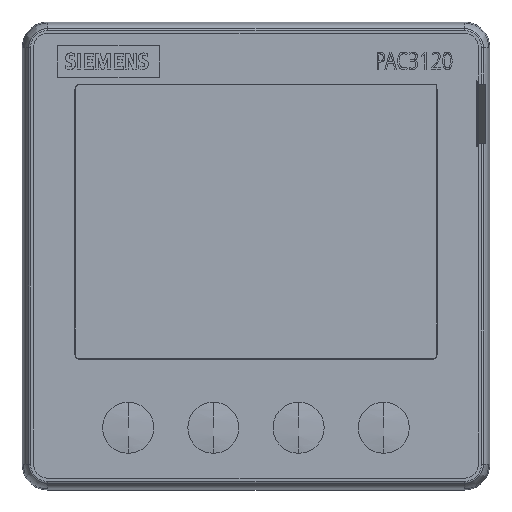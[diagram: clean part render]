
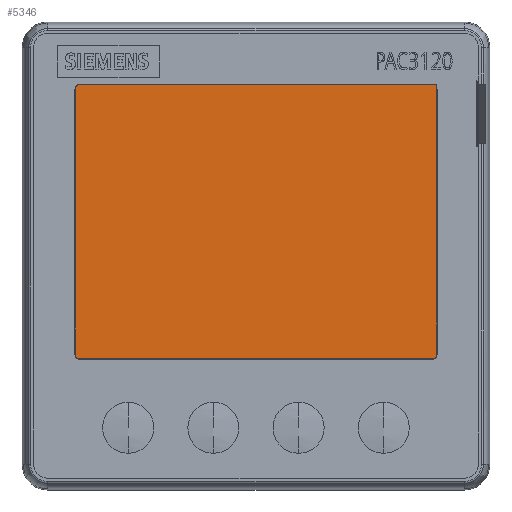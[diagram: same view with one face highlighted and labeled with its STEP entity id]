
A CAD part, top view. The second image highlights one B-rep face of the part: STEP entity #5346.
In plain terms, the highlighted planar face has unit normal (0, 0, 1).
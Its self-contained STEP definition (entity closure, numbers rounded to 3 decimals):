
#5346=ADVANCED_FACE('',(#11430),#11431,.T.);
#11430=FACE_OUTER_BOUND('',#18867,.T.);
#11431=PLANE('',#18868);
#18867=EDGE_LOOP('',(#35951,#35952,#35953,#35954,#35955,#35956,#35957));
#18868=AXIS2_PLACEMENT_3D('',#35958,#35959,#35960);
#35951=ORIENTED_EDGE('',*,*,#47268,.F.);
#35952=ORIENTED_EDGE('',*,*,#47274,.F.);
#35953=ORIENTED_EDGE('',*,*,#47277,.F.);
#35954=ORIENTED_EDGE('',*,*,#47286,.F.);
#35955=ORIENTED_EDGE('',*,*,#47289,.F.);
#35956=ORIENTED_EDGE('',*,*,#47290,.F.);
#35957=ORIENTED_EDGE('',*,*,#47281,.F.);
#35958=CARTESIAN_POINT('',(10.941,83.246,57.95));
#35959=DIRECTION('',(0.0,0.0,1.0));
#35960=DIRECTION('',(0.0,-1.0,0.0));
#47268=EDGE_CURVE('',#57632,#57633,#57634,.T.);
#47274=EDGE_CURVE('',#57640,#57632,#57642,.T.);
#47277=EDGE_CURVE('',#57645,#57640,#57646,.T.);
#47281=EDGE_CURVE('',#57633,#57651,#57652,.T.);
#47286=EDGE_CURVE('',#57657,#57645,#57659,.T.);
#47289=EDGE_CURVE('',#57662,#57657,#57663,.T.);
#47290=EDGE_CURVE('',#57651,#57662,#57664,.T.);
#57632=VERTEX_POINT('',#74889);
#57633=VERTEX_POINT('',#74890);
#57634=LINE('',#74891,#74892);
#57640=VERTEX_POINT('',#74901);
#57642=ELLIPSE('',#74904,0.8,0.8);
#57645=VERTEX_POINT('',#74907);
#57646=LINE('',#74908,#74909);
#57651=VERTEX_POINT('',#74916);
#57652=ELLIPSE('',#74917,0.8,0.8);
#57657=VERTEX_POINT('',#74923);
#57659=ELLIPSE('',#74926,0.8,0.8);
#57662=VERTEX_POINT('',#74929);
#57663=LINE('',#74930,#74931);
#57664=LINE('',#74932,#74933);
#74889=CARTESIAN_POINT('',(10.941,27.721,57.95));
#74890=CARTESIAN_POINT('',(10.941,82.446,57.95));
#74891=CARTESIAN_POINT('',(10.941,27.721,57.95));
#74892=VECTOR('',#84354,1.0);
#74901=CARTESIAN_POINT('',(11.74,26.922,57.95));
#74904=AXIS2_PLACEMENT_3D('',#84359,#84360,#84361);
#74907=CARTESIAN_POINT('',(84.385,26.922,57.95));
#74908=CARTESIAN_POINT('',(84.385,26.922,57.95));
#74909=VECTOR('',#84365,1.0);
#74916=CARTESIAN_POINT('',(11.739,83.246,57.95));
#74917=AXIS2_PLACEMENT_3D('',#84368,#84369,#84370);
#74923=CARTESIAN_POINT('',(85.184,27.722,57.95));
#74926=AXIS2_PLACEMENT_3D('',#84376,#84377,#84378);
#74929=CARTESIAN_POINT('',(85.184,83.246,57.95));
#74930=CARTESIAN_POINT('',(85.184,82.447,57.95));
#74931=VECTOR('',#84382,1.0);
#74932=CARTESIAN_POINT('',(11.739,83.246,57.95));
#74933=VECTOR('',#84383,1.0);
#84354=DIRECTION('',(0.,1.0,0.));
#84359=CARTESIAN_POINT('',(11.741,27.723,57.95));
#84360=DIRECTION('',(-0.0,0.0,-1.0));
#84361=DIRECTION('',(-0.707,-0.707,0.0));
#84365=DIRECTION('',(-1.0,0.,0.));
#84368=CARTESIAN_POINT('',(11.741,82.446,57.95));
#84369=DIRECTION('',(0.0,0.0,-1.0));
#84370=DIRECTION('',(-0.707,0.707,0.0));
#84376=CARTESIAN_POINT('',(84.384,27.723,57.95));
#84377=DIRECTION('',(0.0,0.0,-1.0));
#84378=DIRECTION('',(0.707,-0.707,0.0));
#84382=DIRECTION('',(0.,-1.0,0.));
#84383=DIRECTION('',(1.0,0.,0.));
